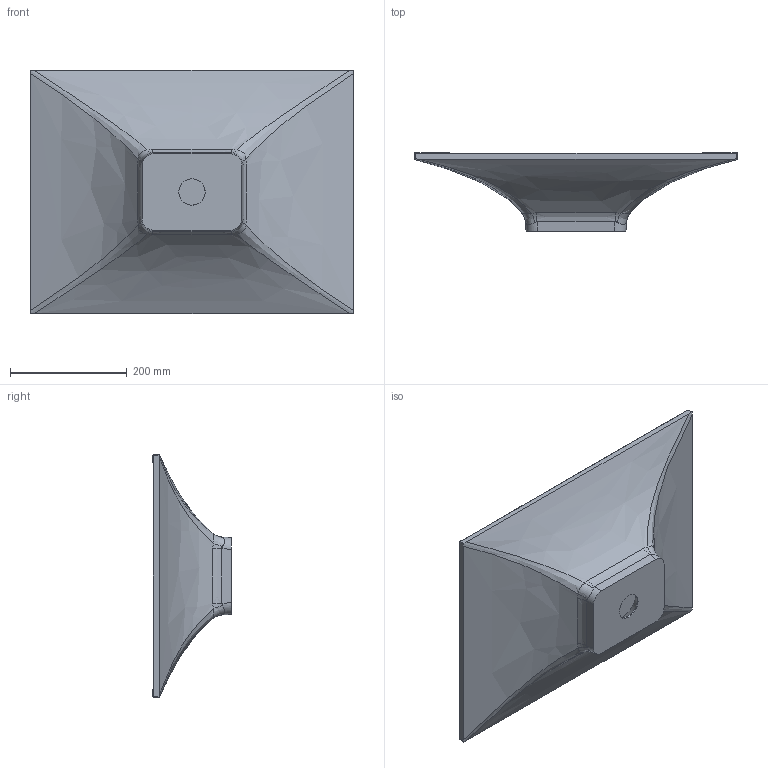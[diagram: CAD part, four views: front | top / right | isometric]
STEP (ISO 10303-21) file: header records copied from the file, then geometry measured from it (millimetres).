
FILE_DESCRIPTION (( 'STEP AP214' ), '1' );
FILE_NAME ('Theya.STEP', '2019-12-03T09:52:24', ( '' ), ( '' ), 'SwSTEP 2.0', 'SolidWorks 2018', '' );
FILE_SCHEMA (( 'AUTOMOTIVE_DESIGN' ));
Length unit declared in the file: millimetre
Products named in the file (1): Theya
Bounding box: 555 x 134.02 x 417 mm (x, y, z)
Volume: 3787425.9 mm3; surface area: 587820.8 mm2
Topology: 2 solids, 2 shells, 164 faces, 404 edges, 244 vertices
Faces by surface type: bspline 93, plane 26, torus 16, cylinder 14, cone 11, sphere 4
Entity records: 14439 total; most frequent: CARTESIAN_POINT 11242, ORIENTED_EDGE 788, DIRECTION 475, EDGE_CURVE 394, VERTEX_POINT 238, AXIS2_PLACEMENT_3D 206, B_SPLINE_CURVE_WITH_KNOTS 193, EDGE_LOOP 170
